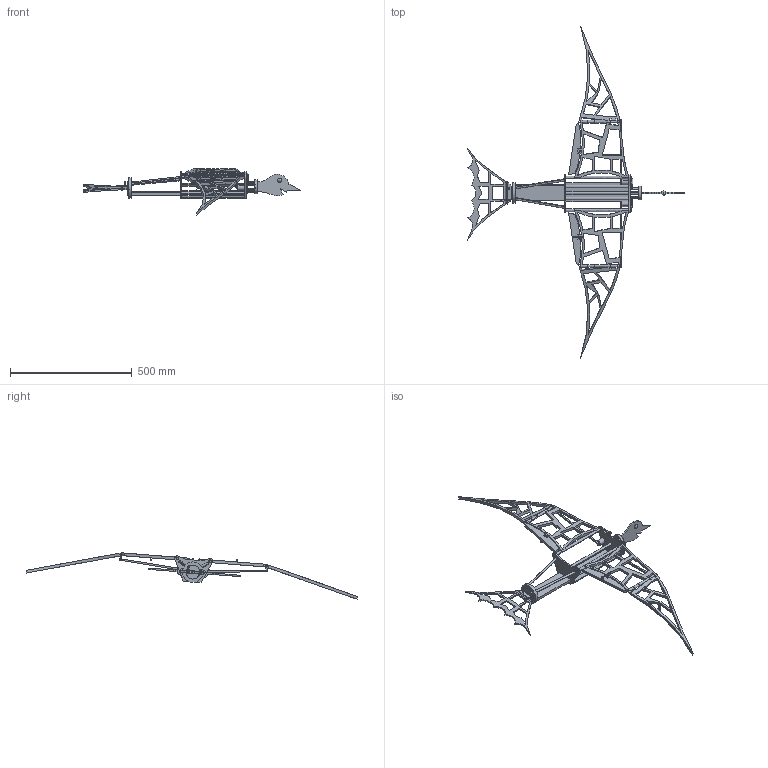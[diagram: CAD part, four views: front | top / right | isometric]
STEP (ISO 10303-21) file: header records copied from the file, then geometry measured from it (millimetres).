
FILE_DESCRIPTION(('FreeCAD Model'),'2;1');
FILE_NAME('Open CASCADE Shape Model','2025-04-26T18:48:46',('FreeCAD'),( 'FreeCAD'),'Open CASCADE STEP processor 7.6','FreeCAD','Unknown');
FILE_SCHEMA(('AUTOMOTIVE_DESIGN { 1 0 10303 214 1 1 1 1 }'));
Length unit declared in the file: millimetre
Products named in the file (1): Open CASCADE STEP translator 7.6 1
Bounding box: 893.52 x 1362.9 x 190.1 mm (x, y, z)
Volume: 1579522.6 mm3; surface area: 576997.1 mm2
Topology: 24 solids, 24 shells, 785 faces, 2019 edges, 1329 vertices
Faces by surface type: bspline 785
Entity records: 24859 total; most frequent: CARTESIAN_POINT 12950, ORIENTED_EDGE 4034, EDGE_CURVE 2017, VERTEX_POINT 1329, B_SPLINE_CURVE_WITH_KNOTS 1255, FACE_BOUND 1008, EDGE_LOOP 1008, ADVANCED_FACE 785
